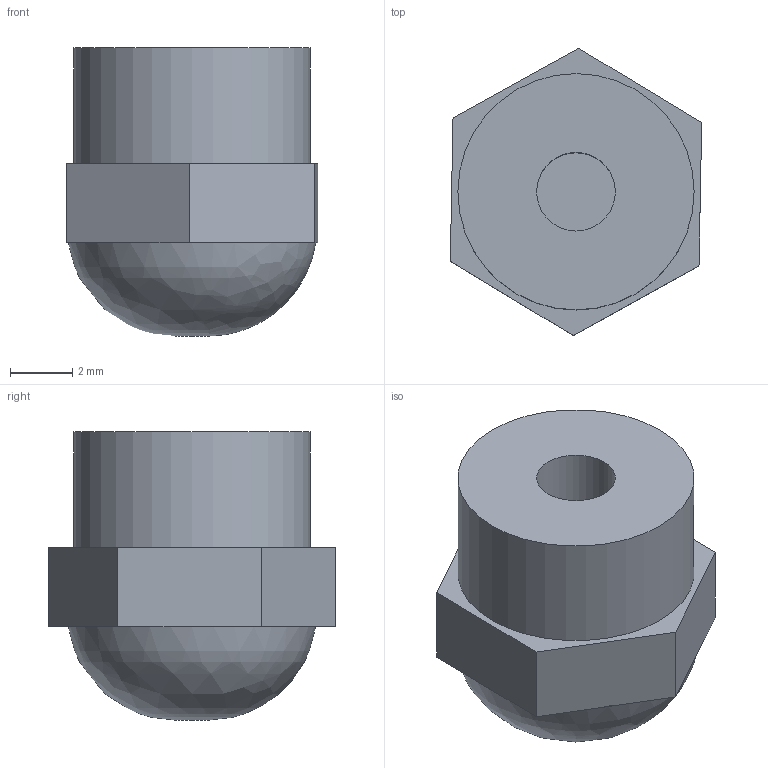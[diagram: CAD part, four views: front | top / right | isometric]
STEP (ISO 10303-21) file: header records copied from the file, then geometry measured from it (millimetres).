
FILE_DESCRIPTION(/* description */ (''),/* implementation_level */ '2;1');
FILE_NAME(/* name */ 'TK Adapter orb.step',/* time_stamp */ '2026-02-14T17:14:03-08:00',/* author */ (''),/* organization */ (''),/* preprocessor_version */ 'ST-DEVELOPER v20.1',/* originating_system */ 'Autodesk Translation Framework v14.24.0.0',/* authorisation */ '');
FILE_SCHEMA (('AUTOMOTIVE_DESIGN { 1 0 10303 214 3 1 1 }'));
Length unit declared in the file: millimetre
Products named in the file (2): TK Adapter orb; Component1
Assembly tree (1 placements, depth 2):
  TK Adapter orb
    Component1
Bounding box: 8.09 x 9.24 x 9.27 mm (x, y, z)
Volume: 371.5 mm3; surface area: 363.1 mm2
Topology: 1 solids, 1 shells, 14 faces, 27 edges, 18 vertices
Faces by surface type: plane 11, cylinder 2, bspline 1
Full cylindrical faces by diameter (mm): 2.529 x1, 7.6 x1
Entity records: 440 total; most frequent: CARTESIAN_POINT 88, DIRECTION 66, ORIENTED_EDGE 54, EDGE_CURVE 27, AXIS2_PLACEMENT_3D 23, LINE 20, VECTOR 20, VERTEX_POINT 18
